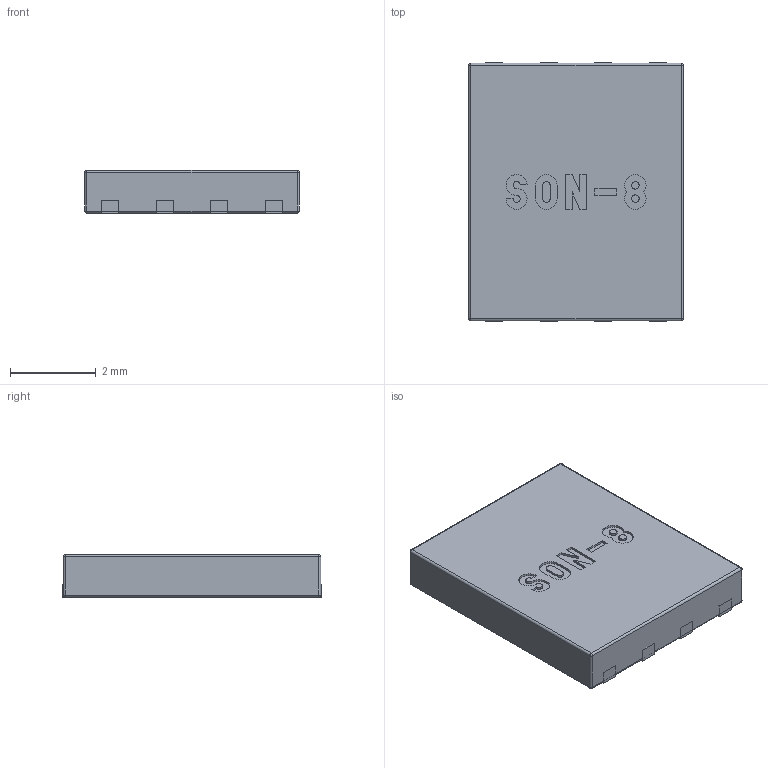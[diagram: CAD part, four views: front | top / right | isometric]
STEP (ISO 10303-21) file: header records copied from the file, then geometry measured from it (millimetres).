
FILE_DESCRIPTION(('FreeCAD Model'),'2;1');
FILE_NAME('User Library-SON-8-1.step', '2018-10-17T13:51:39',('kicad StepUp'),('ksu MCAD'), 'Open CASCADE STEP processor 7.2','FreeCAD','Unknown');
FILE_SCHEMA(('AUTOMOTIVE_DESIGN { 1 0 10303 214 1 1 1 1 }'));
Length unit declared in the file: millimetre
Products named in the file (1): User_Library-SON-8-1
Bounding box: 5 x 6.02 x 1.01 mm (x, y, z)
Surface area: 120.4 mm2
Topology: 10 solids, 10 shells, 129 faces, 845 edges, 2426 vertices
Faces by surface type: plane 89, cylinder 32, sphere 8
Entity records: 11785 total; most frequent: CARTESIAN_POINT 3393, DIRECTION 1289, LINE 645, VECTOR 645, GEOMETRIC_CURVE_SET 559, ORIENTED_EDGE 558, TRIMMED_CURVE 558, AXIS2_PLACEMENT_3D 322
